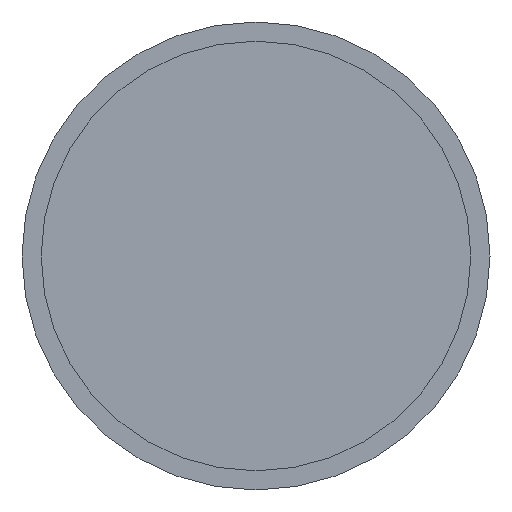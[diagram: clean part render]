
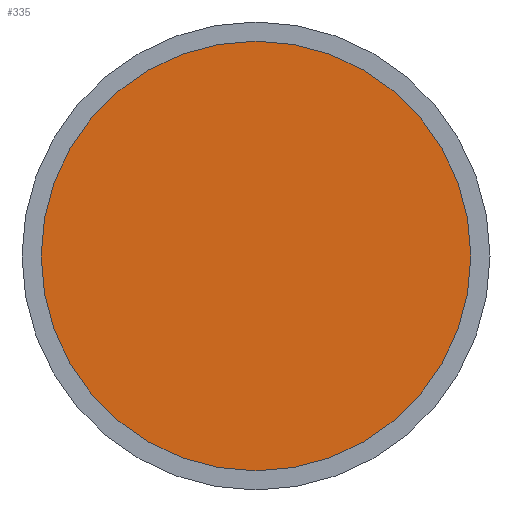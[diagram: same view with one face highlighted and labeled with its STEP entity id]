
A CAD part, front view. The second image highlights one B-rep face of the part: STEP entity #335.
In plain terms, the highlighted planar face has unit normal (0, -1, 0).
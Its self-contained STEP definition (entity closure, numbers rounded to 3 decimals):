
#39=PLANE('',#380);
#80=FACE_OUTER_BOUND('',#118,.T.);
#118=EDGE_LOOP('',(#266));
#150=CIRCLE('',#378,14.);
#178=VERTEX_POINT('',#598);
#210=EDGE_CURVE('',#178,#178,#150,.T.);
#266=ORIENTED_EDGE('',*,*,#210,.T.);
#335=ADVANCED_FACE('',(#80),#39,.F.);
#378=AXIS2_PLACEMENT_3D('',#599,#468,#469);
#380=AXIS2_PLACEMENT_3D('',#602,#472,#473);
#468=DIRECTION('center_axis',(0.,-1.,0.));
#469=DIRECTION('ref_axis',(-1.,0.,0.));
#472=DIRECTION('center_axis',(0.,1.,0.));
#473=DIRECTION('ref_axis',(0.,0.,1.));
#598=CARTESIAN_POINT('',(-159.956,-50.5,-439.444));
#599=CARTESIAN_POINT('Origin',(-173.956,-50.5,-439.444));
#602=CARTESIAN_POINT('Origin',(-173.956,-50.5,-439.444));
